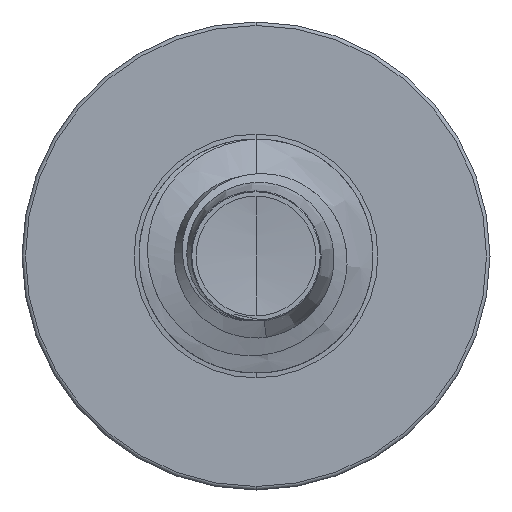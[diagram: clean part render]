
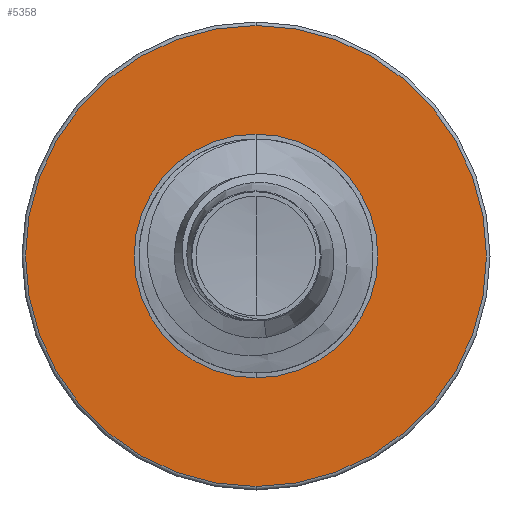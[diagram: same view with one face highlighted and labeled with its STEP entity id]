
A CAD part, front view. The second image highlights one B-rep face of the part: STEP entity #5358.
In plain terms, the highlighted planar face has unit normal (0, -1, 0).
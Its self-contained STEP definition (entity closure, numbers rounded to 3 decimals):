
#227 = CARTESIAN_POINT ( 'NONE',  ( 0., 11., 2.955 ) ) ;
#2731 = FACE_OUTER_BOUND ( 'NONE', #15263, .T. ) ;
#2739 = EDGE_CURVE ( 'NONE', #14314, #10520, #17761, .T. ) ;
#3199 = VERTEX_POINT ( 'NONE', #7913 ) ;
#3657 = CIRCLE ( 'NONE', #13658, 1.562 ) ;
#4065 = DIRECTION ( 'NONE',  ( 0., 0., 1. ) ) ;
#4090 = PLANE ( 'NONE',  #17490 ) ;
#4139 = CARTESIAN_POINT ( 'NONE',  ( 0., 11., -1.562 ) ) ;
#4304 = DIRECTION ( 'NONE',  ( 0., 1., 0. ) ) ;
#5187 = ORIENTED_EDGE ( 'NONE', *, *, #2739, .F. ) ;
#5358 = ADVANCED_FACE ( 'NONE', ( #2731, #11513 ), #4090, .F. ) ;
#7490 = EDGE_CURVE ( 'NONE', #3199, #17614, #3657, .T. ) ;
#7726 = AXIS2_PLACEMENT_3D ( 'NONE', #17042, #17040, #17031 ) ;
#7913 = CARTESIAN_POINT ( 'NONE',  ( 0., 11., -1.562 ) ) ;
#8431 = DIRECTION ( 'NONE',  ( 0., 0., 1. ) ) ;
#8445 = DIRECTION ( 'NONE',  ( 0., 1., 0. ) ) ;
#8471 = CARTESIAN_POINT ( 'NONE',  ( 0., 11., 0. ) ) ;
#10292 = ORIENTED_EDGE ( 'NONE', *, *, #7490, .T. ) ;
#10520 = VERTEX_POINT ( 'NONE', #227 ) ;
#10681 = EDGE_CURVE ( 'NONE', #17614, #3199, #14335, .T. ) ;
#10944 = DIRECTION ( 'NONE',  ( 0., 0., 1. ) ) ;
#10963 = DIRECTION ( 'NONE',  ( 0., 1., 0. ) ) ;
#10980 = CARTESIAN_POINT ( 'NONE',  ( 0., 11., 0. ) ) ;
#11513 = FACE_BOUND ( 'NONE', #11938, .T. ) ;
#11938 = EDGE_LOOP ( 'NONE', ( #13614, #10292 ) ) ;
#13103 = DIRECTION ( 'NONE',  ( 0., 0., 1. ) ) ;
#13118 = DIRECTION ( 'NONE',  ( 0., 1., 0. ) ) ;
#13135 = CARTESIAN_POINT ( 'NONE',  ( 0., 11., 0. ) ) ;
#13186 = CARTESIAN_POINT ( 'NONE',  ( 0., 11., 1.562 ) ) ;
#13614 = ORIENTED_EDGE ( 'NONE', *, *, #10681, .T. ) ;
#13658 = AXIS2_PLACEMENT_3D ( 'NONE', #8471, #8445, #8431 ) ;
#14088 = AXIS2_PLACEMENT_3D ( 'NONE', #10980, #10963, #10944 ) ;
#14090 = CARTESIAN_POINT ( 'NONE',  ( 0., 11., -2.955 ) ) ;
#14314 = VERTEX_POINT ( 'NONE', #14090 ) ;
#14335 = CIRCLE ( 'NONE', #7726, 1.562 ) ;
#15079 = EDGE_CURVE ( 'NONE', #10520, #14314, #15204, .T. ) ;
#15204 = CIRCLE ( 'NONE', #14088, 2.955 ) ;
#15263 = EDGE_LOOP ( 'NONE', ( #17967, #5187 ) ) ;
#17031 = DIRECTION ( 'NONE',  ( 0., 0., 1. ) ) ;
#17040 = DIRECTION ( 'NONE',  ( 0., 1., 0. ) ) ;
#17042 = CARTESIAN_POINT ( 'NONE',  ( 0., 11., 0. ) ) ;
#17490 = AXIS2_PLACEMENT_3D ( 'NONE', #4139, #4304, #4065 ) ;
#17614 = VERTEX_POINT ( 'NONE', #13186 ) ;
#17761 = CIRCLE ( 'NONE', #17893, 2.955 ) ;
#17893 = AXIS2_PLACEMENT_3D ( 'NONE', #13135, #13118, #13103 ) ;
#17967 = ORIENTED_EDGE ( 'NONE', *, *, #15079, .F. ) ;
